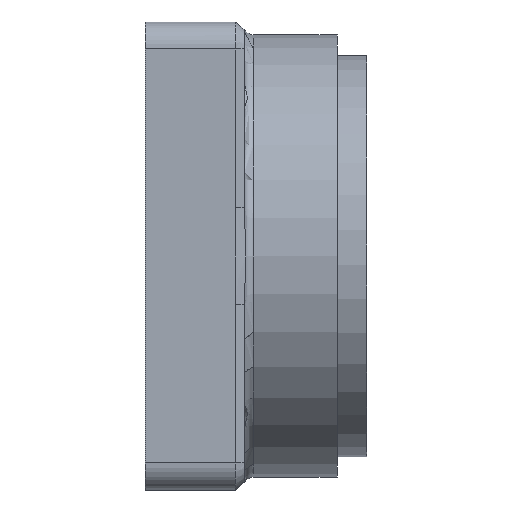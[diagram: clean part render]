
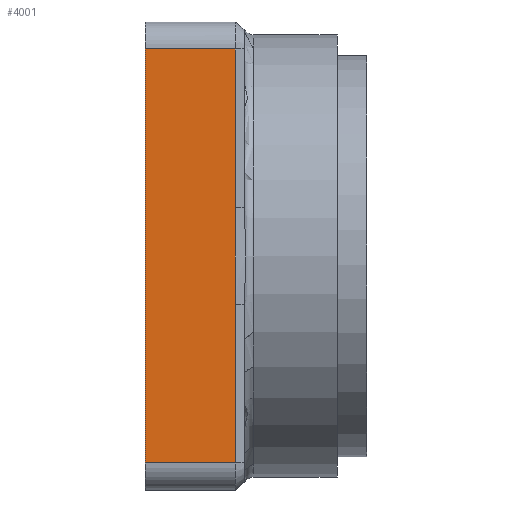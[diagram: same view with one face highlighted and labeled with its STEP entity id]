
A CAD part, front view. The second image highlights one B-rep face of the part: STEP entity #4001.
In plain terms, the highlighted planar face has unit normal (0, -1, 0).
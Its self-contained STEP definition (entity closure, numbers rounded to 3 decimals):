
#309=LINE('',#6956,#613);
#340=LINE('',#7043,#644);
#341=LINE('',#7052,#645);
#342=LINE('',#7053,#646);
#343=LINE('',#7054,#647);
#613=VECTOR('',#5577,10.);
#644=VECTOR('',#5682,10.);
#645=VECTOR('',#5683,10.);
#646=VECTOR('',#5684,10.);
#647=VECTOR('',#5685,10.);
#747=PLANE('',#4490);
#943=FACE_OUTER_BOUND('',#1189,.T.);
#1189=EDGE_LOOP('',(#3562,#3563,#3564,#3565,#3566,#3567));
#1521=B_SPLINE_CURVE_WITH_KNOTS('',3,(#7045,#7046,#7047,#7048,#7049,#7050),
 .UNSPECIFIED.,.F.,.F.,(4,1,1,4),(0.607,0.971,1.214,
1.457),.UNSPECIFIED.);
#1871=VERTEX_POINT('',#6953);
#1872=VERTEX_POINT('',#6955);
#1890=VERTEX_POINT('',#7041);
#1891=VERTEX_POINT('',#7042);
#1892=VERTEX_POINT('',#7044);
#1893=VERTEX_POINT('',#7051);
#2413=EDGE_CURVE('',#1871,#1872,#309,.T.);
#2456=EDGE_CURVE('',#1890,#1891,#340,.T.);
#2457=EDGE_CURVE('',#1892,#1890,#1521,.T.);
#2458=EDGE_CURVE('',#1893,#1892,#341,.T.);
#2459=EDGE_CURVE('',#1893,#1872,#342,.T.);
#2460=EDGE_CURVE('',#1891,#1871,#343,.T.);
#3562=ORIENTED_EDGE('',*,*,#2456,.F.);
#3563=ORIENTED_EDGE('',*,*,#2457,.F.);
#3564=ORIENTED_EDGE('',*,*,#2458,.F.);
#3565=ORIENTED_EDGE('',*,*,#2459,.T.);
#3566=ORIENTED_EDGE('',*,*,#2413,.F.);
#3567=ORIENTED_EDGE('',*,*,#2460,.F.);
#4001=ADVANCED_FACE('',(#943),#747,.T.);
#4490=AXIS2_PLACEMENT_3D('',#7040,#5680,#5681);
#5577=DIRECTION('',(0.,0.,1.));
#5680=DIRECTION('center_axis',(0.,-1.,0.));
#5681=DIRECTION('ref_axis',(0.,0.,-1.));
#5682=DIRECTION('',(0.,0.,-1.));
#5683=DIRECTION('',(0.,0.,-1.));
#5684=DIRECTION('',(-1.,0.,0.));
#5685=DIRECTION('',(-1.,0.,0.));
#6953=CARTESIAN_POINT('',(32.544,-20.637,-18.256));
#6955=CARTESIAN_POINT('',(32.544,-20.637,18.256));
#6956=CARTESIAN_POINT('',(32.544,-20.637,10.319));
#7040=CARTESIAN_POINT('Origin',(0.,-20.637,20.637));
#7041=CARTESIAN_POINT('',(40.481,-20.637,-4.25));
#7042=CARTESIAN_POINT('',(40.481,-20.637,-18.256));
#7043=CARTESIAN_POINT('',(40.481,-20.637,10.319));
#7044=CARTESIAN_POINT('',(40.481,-20.637,4.25));
#7045=CARTESIAN_POINT('Ctrl Pts',(40.481,-20.637,4.25));
#7046=CARTESIAN_POINT('Ctrl Pts',(40.481,-20.637,3.036));
#7047=CARTESIAN_POINT('Ctrl Pts',(40.481,-20.637,1.012));
#7048=CARTESIAN_POINT('Ctrl Pts',(40.481,-20.637,-1.821));
#7049=CARTESIAN_POINT('Ctrl Pts',(40.481,-20.637,-3.44));
#7050=CARTESIAN_POINT('Ctrl Pts',(40.481,-20.637,-4.25));
#7051=CARTESIAN_POINT('',(40.481,-20.637,18.256));
#7052=CARTESIAN_POINT('',(40.481,-20.637,10.319));
#7053=CARTESIAN_POINT('',(38.1,-20.637,18.256));
#7054=CARTESIAN_POINT('',(38.1,-20.637,-18.256));
